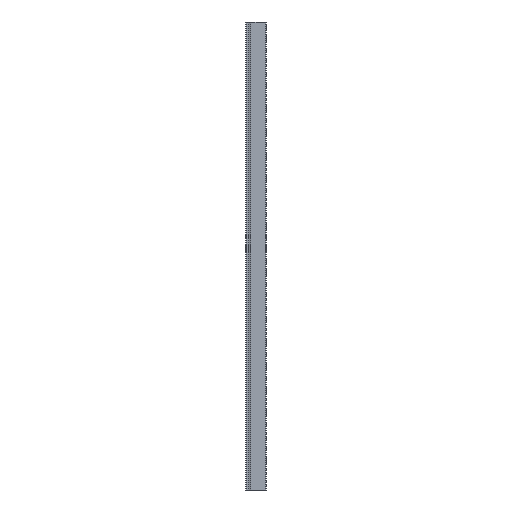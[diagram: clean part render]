
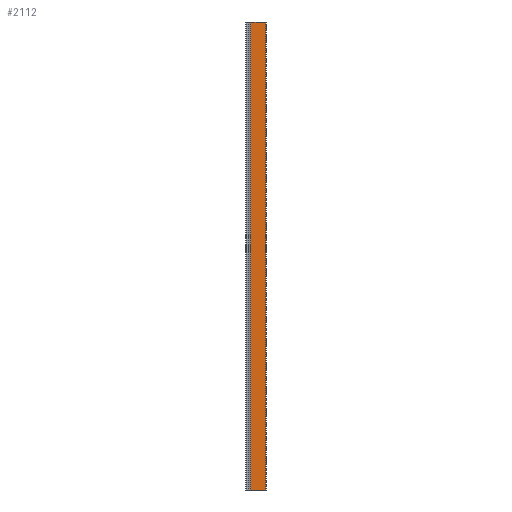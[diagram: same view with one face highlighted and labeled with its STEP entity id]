
A CAD part, left-side view. The second image highlights one B-rep face of the part: STEP entity #2112.
In plain terms, the highlighted planar face has unit normal (-1, 0, 0).
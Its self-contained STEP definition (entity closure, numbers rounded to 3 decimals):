
#2054=CARTESIAN_POINT('',(-9.,1.,0.));
#2055=VERTEX_POINT('',#2054);
#2063=CARTESIAN_POINT('',(-9.,1.,-1000.));
#2064=VERTEX_POINT('',#2063);
#2065=CARTESIAN_POINT('',(-9.,1.,-1000.));
#2066=DIRECTION('',(0.,0.,1.));
#2067=VECTOR('',#2066,1000.);
#2068=LINE('',#2065,#2067);
#2069=EDGE_CURVE('',#2064,#2055,#2068,.T.);
#2082=CARTESIAN_POINT('',(-9.,1.,-1000.));
#2083=DIRECTION('',(-1.,-0.,0.));
#2084=DIRECTION('',(0.,-1.,0.));
#2085=AXIS2_PLACEMENT_3D('',#2082,#2083,#2084);
#2086=PLANE('',#2085);
#2087=CARTESIAN_POINT('',(-9.,32.716,0.));
#2088=VERTEX_POINT('',#2087);
#2089=CARTESIAN_POINT('',(-9.,32.716,0.));
#2090=DIRECTION('',(0.,-1.,0.));
#2091=VECTOR('',#2090,31.716);
#2092=LINE('',#2089,#2091);
#2093=EDGE_CURVE('',#2088,#2055,#2092,.T.);
#2094=ORIENTED_EDGE('',*,*,#2093,.F.);
#2095=CARTESIAN_POINT('',(-9.,32.716,-1000.));
#2096=VERTEX_POINT('',#2095);
#2097=CARTESIAN_POINT('',(-9.,32.716,-1000.));
#2098=DIRECTION('',(0.,0.,1.));
#2099=VECTOR('',#2098,1000.);
#2100=LINE('',#2097,#2099);
#2101=EDGE_CURVE('',#2096,#2088,#2100,.T.);
#2102=ORIENTED_EDGE('',*,*,#2101,.F.);
#2103=CARTESIAN_POINT('',(-9.,32.716,-1000.));
#2104=DIRECTION('',(0.,-1.,0.));
#2105=VECTOR('',#2104,31.716);
#2106=LINE('',#2103,#2105);
#2107=EDGE_CURVE('',#2096,#2064,#2106,.T.);
#2108=ORIENTED_EDGE('',*,*,#2107,.T.);
#2109=ORIENTED_EDGE('',*,*,#2069,.T.);
#2110=EDGE_LOOP('',(#2094,#2102,#2108,#2109));
#2111=FACE_BOUND('',#2110,.T.);
#2112=ADVANCED_FACE('NONE',(#2111),#2086,.T.);
